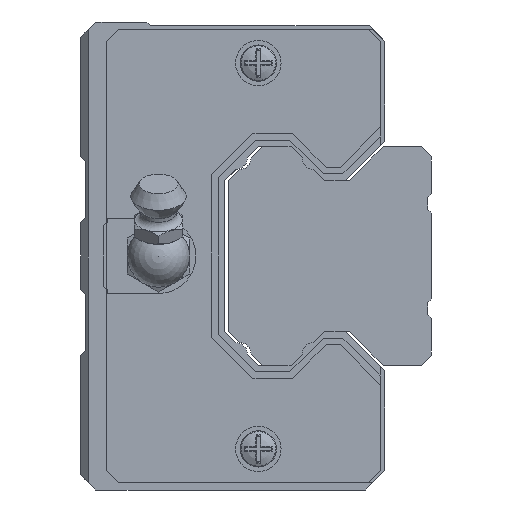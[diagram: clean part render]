
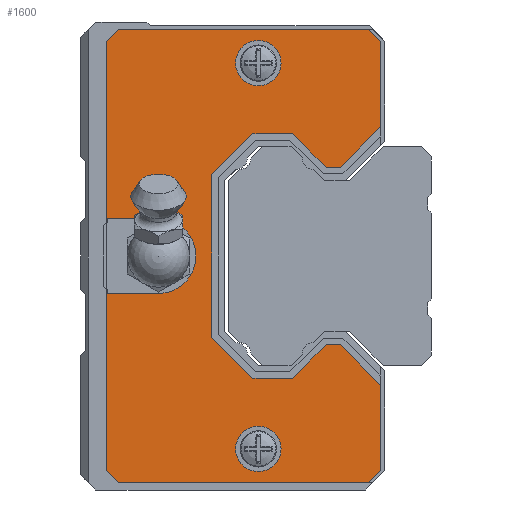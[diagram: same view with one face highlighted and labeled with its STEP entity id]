
A CAD part, left-side view. The second image highlights one B-rep face of the part: STEP entity #1600.
In plain terms, the highlighted face is planar.
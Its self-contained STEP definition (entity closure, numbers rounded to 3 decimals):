
#1263=FACE_BOUND('',#2333,.T.);
#1264=FACE_BOUND('',#2334,.T.);
#1265=FACE_BOUND('',#2335,.T.);
#1394=CIRCLE('',#6185,2.91);
#1395=CIRCLE('',#6186,2.91);
#1396=CIRCLE('',#6187,4.8);
#1600=ADVANCED_FACE('',(#1263,#1264,#1265),#1841,.T.);
#1841=PLANE('',#6188);
#2333=EDGE_LOOP('',(#3236));
#2334=EDGE_LOOP('',(#3237));
#2335=EDGE_LOOP('',(#3238,#3239,#3240,#3241,#3242,#3243,#3244,#3245,#3246,
#3247,#3248,#3249,#3250,#3251,#3252,#3253,#3254,#3255,#3256,#3257,#3258,
#3259,#3260,#3261));
#3236=ORIENTED_EDGE('',*,*,#4676,.T.);
#3237=ORIENTED_EDGE('',*,*,#4677,.T.);
#3238=ORIENTED_EDGE('',*,*,#4678,.T.);
#3239=ORIENTED_EDGE('',*,*,#4679,.F.);
#3240=ORIENTED_EDGE('',*,*,#4680,.F.);
#3241=ORIENTED_EDGE('',*,*,#4681,.F.);
#3242=ORIENTED_EDGE('',*,*,#4682,.F.);
#3243=ORIENTED_EDGE('',*,*,#4683,.F.);
#3244=ORIENTED_EDGE('',*,*,#4684,.F.);
#3245=ORIENTED_EDGE('',*,*,#4685,.F.);
#3246=ORIENTED_EDGE('',*,*,#4686,.F.);
#3247=ORIENTED_EDGE('',*,*,#4687,.F.);
#3248=ORIENTED_EDGE('',*,*,#4688,.F.);
#3249=ORIENTED_EDGE('',*,*,#4689,.F.);
#3250=ORIENTED_EDGE('',*,*,#4690,.F.);
#3251=ORIENTED_EDGE('',*,*,#4691,.F.);
#3252=ORIENTED_EDGE('',*,*,#4692,.F.);
#3253=ORIENTED_EDGE('',*,*,#4693,.F.);
#3254=ORIENTED_EDGE('',*,*,#4694,.T.);
#3255=ORIENTED_EDGE('',*,*,#4695,.T.);
#3256=ORIENTED_EDGE('',*,*,#4696,.T.);
#3257=ORIENTED_EDGE('',*,*,#4697,.F.);
#3258=ORIENTED_EDGE('',*,*,#4698,.F.);
#3259=ORIENTED_EDGE('',*,*,#4699,.F.);
#3260=ORIENTED_EDGE('',*,*,#4700,.T.);
#3261=ORIENTED_EDGE('',*,*,#4701,.T.);
#4110=VERTEX_POINT('',#8548);
#4111=VERTEX_POINT('',#8550);
#4112=VERTEX_POINT('',#8552);
#4113=VERTEX_POINT('',#8553);
#4114=VERTEX_POINT('',#8555);
#4115=VERTEX_POINT('',#8557);
#4116=VERTEX_POINT('',#8559);
#4117=VERTEX_POINT('',#8561);
#4118=VERTEX_POINT('',#8563);
#4119=VERTEX_POINT('',#8565);
#4120=VERTEX_POINT('',#8567);
#4121=VERTEX_POINT('',#8569);
#4122=VERTEX_POINT('',#8571);
#4123=VERTEX_POINT('',#8573);
#4124=VERTEX_POINT('',#8575);
#4125=VERTEX_POINT('',#8577);
#4126=VERTEX_POINT('',#8579);
#4127=VERTEX_POINT('',#8581);
#4128=VERTEX_POINT('',#8583);
#4129=VERTEX_POINT('',#8585);
#4130=VERTEX_POINT('',#8587);
#4131=VERTEX_POINT('',#8589);
#4132=VERTEX_POINT('',#8591);
#4133=VERTEX_POINT('',#8593);
#4134=VERTEX_POINT('',#8595);
#4135=VERTEX_POINT('',#8597);
#4676=EDGE_CURVE('',#4110,#4110,#1394,.T.);
#4677=EDGE_CURVE('',#4111,#4111,#1395,.T.);
#4678=EDGE_CURVE('',#4112,#4113,#5272,.T.);
#4679=EDGE_CURVE('',#4114,#4113,#5273,.T.);
#4680=EDGE_CURVE('',#4115,#4114,#5274,.T.);
#4681=EDGE_CURVE('',#4116,#4115,#5275,.T.);
#4682=EDGE_CURVE('',#4117,#4116,#5276,.T.);
#4683=EDGE_CURVE('',#4118,#4117,#5277,.T.);
#4684=EDGE_CURVE('',#4119,#4118,#5278,.T.);
#4685=EDGE_CURVE('',#4120,#4119,#5279,.T.);
#4686=EDGE_CURVE('',#4121,#4120,#5280,.T.);
#4687=EDGE_CURVE('',#4122,#4121,#5281,.T.);
#4688=EDGE_CURVE('',#4123,#4122,#5282,.T.);
#4689=EDGE_CURVE('',#4124,#4123,#5283,.T.);
#4690=EDGE_CURVE('',#4125,#4124,#5284,.T.);
#4691=EDGE_CURVE('',#4126,#4125,#5285,.T.);
#4692=EDGE_CURVE('',#4127,#4126,#5286,.T.);
#4693=EDGE_CURVE('',#4128,#4127,#5287,.T.);
#4694=EDGE_CURVE('',#4128,#4129,#5288,.T.);
#4695=EDGE_CURVE('',#4129,#4130,#5289,.T.);
#4696=EDGE_CURVE('',#4130,#4131,#5290,.T.);
#4697=EDGE_CURVE('',#4132,#4131,#5291,.T.);
#4698=EDGE_CURVE('',#4133,#4132,#1396,.T.);
#4699=EDGE_CURVE('',#4134,#4133,#5292,.T.);
#4700=EDGE_CURVE('',#4134,#4135,#5293,.T.);
#4701=EDGE_CURVE('',#4135,#4112,#5294,.T.);
#5272=LINE('',#8551,#5779);
#5273=LINE('',#8554,#5780);
#5274=LINE('',#8556,#5781);
#5275=LINE('',#8558,#5782);
#5276=LINE('',#8560,#5783);
#5277=LINE('',#8562,#5784);
#5278=LINE('',#8564,#5785);
#5279=LINE('',#8566,#5786);
#5280=LINE('',#8568,#5787);
#5281=LINE('',#8570,#5788);
#5282=LINE('',#8572,#5789);
#5283=LINE('',#8574,#5790);
#5284=LINE('',#8576,#5791);
#5285=LINE('',#8578,#5792);
#5286=LINE('',#8580,#5793);
#5287=LINE('',#8582,#5794);
#5288=LINE('',#8584,#5795);
#5289=LINE('',#8586,#5796);
#5290=LINE('',#8588,#5797);
#5291=LINE('',#8590,#5798);
#5292=LINE('',#8594,#5799);
#5293=LINE('',#8596,#5800);
#5294=LINE('',#8598,#5801);
#5779=VECTOR('',#7140,1.);
#5780=VECTOR('',#7141,1.);
#5781=VECTOR('',#7142,1.);
#5782=VECTOR('',#7143,1.);
#5783=VECTOR('',#7144,1.);
#5784=VECTOR('',#7145,1.);
#5785=VECTOR('',#7146,1.);
#5786=VECTOR('',#7147,1.);
#5787=VECTOR('',#7148,1.);
#5788=VECTOR('',#7149,1.);
#5789=VECTOR('',#7150,1.);
#5790=VECTOR('',#7151,1.);
#5791=VECTOR('',#7152,1.);
#5792=VECTOR('',#7153,1.);
#5793=VECTOR('',#7154,1.);
#5794=VECTOR('',#7155,1.);
#5795=VECTOR('',#7156,1.);
#5796=VECTOR('',#7157,1.);
#5797=VECTOR('',#7158,1.);
#5798=VECTOR('',#7159,1.);
#5799=VECTOR('',#7162,1.);
#5800=VECTOR('',#7163,1.);
#5801=VECTOR('',#7164,1.);
#6185=AXIS2_PLACEMENT_3D('',#8547,#7136,#7137);
#6186=AXIS2_PLACEMENT_3D('',#8549,#7138,#7139);
#6187=AXIS2_PLACEMENT_3D('',#8592,#7160,#7161);
#6188=AXIS2_PLACEMENT_3D('',#8599,#7165,#7166);
#7136=DIRECTION('',(-1.,0.,0.));
#7137=DIRECTION('',(0.,0.,1.));
#7138=DIRECTION('',(-1.,0.,0.));
#7139=DIRECTION('',(0.,0.,1.));
#7140=DIRECTION('',(0.,-1.,0.));
#7141=DIRECTION('',(0.,0.707,0.707));
#7142=DIRECTION('',(0.,0.,1.));
#7143=DIRECTION('',(0.,-0.707,0.707));
#7144=DIRECTION('',(0.,-1.,0.));
#7145=DIRECTION('',(0.,-0.707,-0.707));
#7146=DIRECTION('',(0.,-1.,0.));
#7147=DIRECTION('',(0.,-0.707,0.707));
#7148=DIRECTION('',(0.,0.,1.));
#7149=DIRECTION('',(0.,0.707,0.707));
#7150=DIRECTION('',(0.,1.,0.));
#7151=DIRECTION('',(0.,0.707,-0.707));
#7152=DIRECTION('',(0.,1.,0.));
#7153=DIRECTION('',(0.,0.707,0.707));
#7154=DIRECTION('',(0.,0.,1.));
#7155=DIRECTION('',(0.,-0.707,0.707));
#7156=DIRECTION('',(0.,1.,0.));
#7157=DIRECTION('',(0.,0.707,0.707));
#7158=DIRECTION('',(0.,0.,1.));
#7159=DIRECTION('',(0.,1.,0.));
#7160=DIRECTION('',(1.,0.,0.));
#7161=DIRECTION('',(0.,0.,-1.));
#7162=DIRECTION('',(0.,-1.,0.));
#7163=DIRECTION('',(0.,0.,1.));
#7164=DIRECTION('',(0.,-0.707,0.707));
#7165=DIRECTION('',(1.,0.,0.));
#7166=DIRECTION('',(0.,0.,1.));
#8547=CARTESIAN_POINT('',(3.,22.2,24.735));
#8548=CARTESIAN_POINT('',(3.,22.2,27.645));
#8549=CARTESIAN_POINT('',(3.,22.2,-24.735));
#8550=CARTESIAN_POINT('',(3.,22.2,-21.825));
#8551=CARTESIAN_POINT('',(3.,40.162,29.1));
#8552=CARTESIAN_POINT('',(3.,40.162,29.1));
#8553=CARTESIAN_POINT('',(3.,8.039,29.1));
#8554=CARTESIAN_POINT('',(3.,6.5,27.562));
#8555=CARTESIAN_POINT('',(3.,6.5,27.562));
#8556=CARTESIAN_POINT('',(3.,6.5,-27.562));
#8557=CARTESIAN_POINT('',(3.,6.5,16.576));
#8558=CARTESIAN_POINT('',(3.,11.701,11.375));
#8559=CARTESIAN_POINT('',(3.,11.701,11.375));
#8560=CARTESIAN_POINT('',(3.,13.504,11.375));
#8561=CARTESIAN_POINT('',(3.,13.504,11.375));
#8562=CARTESIAN_POINT('',(3.,17.809,15.68));
#8563=CARTESIAN_POINT('',(3.,17.809,15.68));
#8564=CARTESIAN_POINT('',(3.,22.891,15.68));
#8565=CARTESIAN_POINT('',(3.,22.891,15.68));
#8566=CARTESIAN_POINT('',(3.,28.18,10.391));
#8567=CARTESIAN_POINT('',(3.,28.18,10.391));
#8568=CARTESIAN_POINT('',(3.,28.18,-10.391));
#8569=CARTESIAN_POINT('',(3.,28.18,-10.391));
#8570=CARTESIAN_POINT('',(3.,22.891,-15.68));
#8571=CARTESIAN_POINT('',(3.,22.891,-15.68));
#8572=CARTESIAN_POINT('',(3.,17.809,-15.68));
#8573=CARTESIAN_POINT('',(3.,17.809,-15.68));
#8574=CARTESIAN_POINT('',(3.,13.504,-11.375));
#8575=CARTESIAN_POINT('',(3.,13.504,-11.375));
#8576=CARTESIAN_POINT('',(3.,11.701,-11.375));
#8577=CARTESIAN_POINT('',(3.,11.701,-11.375));
#8578=CARTESIAN_POINT('',(3.,6.,-17.076));
#8579=CARTESIAN_POINT('',(3.,6.5,-16.576));
#8580=CARTESIAN_POINT('',(3.,6.5,-27.562));
#8581=CARTESIAN_POINT('',(3.,6.5,-27.562));
#8582=CARTESIAN_POINT('',(3.,8.039,-29.1));
#8583=CARTESIAN_POINT('',(3.,8.039,-29.1));
#8584=CARTESIAN_POINT('',(3.,7.539,-29.1));
#8585=CARTESIAN_POINT('',(3.,40.162,-29.1));
#8586=CARTESIAN_POINT('',(3.,40.162,-29.1));
#8587=CARTESIAN_POINT('',(3.,41.7,-27.562));
#8588=CARTESIAN_POINT('',(3.,41.7,-27.562));
#8589=CARTESIAN_POINT('',(3.,41.7,-4.8));
#8590=CARTESIAN_POINT('',(3.,35.,-4.8));
#8591=CARTESIAN_POINT('',(3.,35.,-4.8));
#8592=CARTESIAN_POINT('',(3.,35.,0.));
#8593=CARTESIAN_POINT('',(3.,35.,4.8));
#8594=CARTESIAN_POINT('',(3.,41.7,4.8));
#8595=CARTESIAN_POINT('',(3.,41.7,4.8));
#8596=CARTESIAN_POINT('',(3.,41.7,-27.562));
#8597=CARTESIAN_POINT('',(3.,41.7,27.562));
#8598=CARTESIAN_POINT('',(3.,41.7,27.562));
#8599=CARTESIAN_POINT('',(3.,0.,0.));
